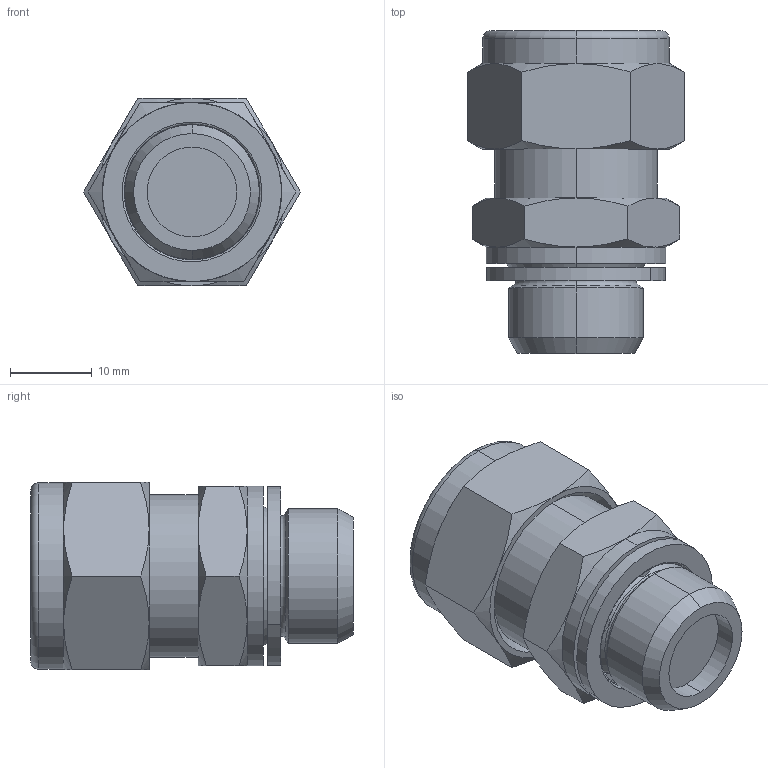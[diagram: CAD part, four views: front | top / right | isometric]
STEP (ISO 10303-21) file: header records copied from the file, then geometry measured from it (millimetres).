
FILE_DESCRIPTION (( 'STEP AP214' ), '1' );
FILE_NAME ('1048500009.step', '2013-02-25T17:16:54', ( '' ), ( '' ), 'SwSTEP 2.0', 'SolidWorks 2012', '' );
FILE_SCHEMA (( 'AUTOMOTIVE_DESIGN' ));
Length unit declared in the file: millimetre
Products named in the file (1): 1048500009
Bounding box: 26.56 x 39.5 x 23 mm (x, y, z)
Volume: 13370.9 mm3; surface area: 4425 mm2
Topology: 2 solids, 2 shells, 96 faces, 221 edges, 134 vertices
Faces by surface type: plane 33, cone 30, cylinder 23, torus 10
Entity records: 4028 total; most frequent: CARTESIAN_POINT 772, DIRECTION 471, ORIENTED_EDGE 442, EDGE_CURVE 221, AXIS2_PLACEMENT_3D 209, VERTEX_POINT 134, CIRCLE 112, EDGE_LOOP 103
